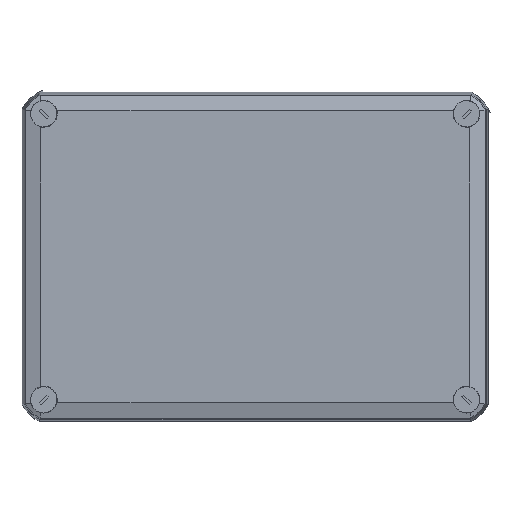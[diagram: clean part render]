
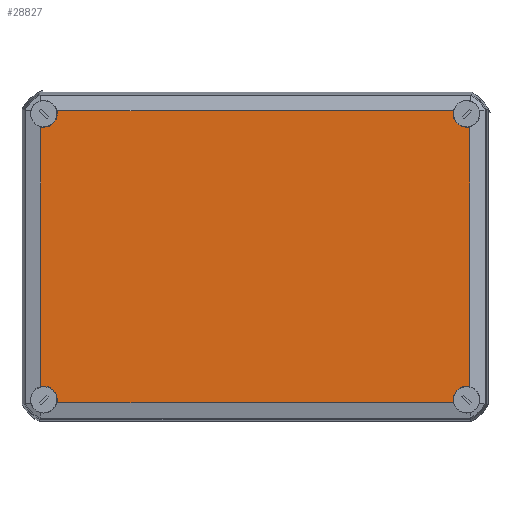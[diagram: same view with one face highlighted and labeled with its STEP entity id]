
A CAD part, top view. The second image highlights one B-rep face of the part: STEP entity #28827.
In plain terms, the highlighted face is planar.
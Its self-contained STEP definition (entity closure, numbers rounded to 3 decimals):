
#67 = DIRECTION ( 'NONE',  ( 0., 0., -1. ) ) ;
#183 = EDGE_CURVE ( 'NONE', #17494, #22474, #12818, .T. ) ;
#329 = CIRCLE ( 'NONE', #6260, 8.21 ) ;
#509 = DIRECTION ( 'NONE',  ( 0., 0., -1. ) ) ;
#755 = CARTESIAN_POINT ( 'NONE',  ( -129.18, 31.41, -87.38 ) ) ;
#910 = AXIS2_PLACEMENT_3D ( 'NONE', #9720, #30801, #5535 ) ;
#933 = ORIENTED_EDGE ( 'NONE', *, *, #1778, .F. ) ;
#955 = DIRECTION ( 'NONE',  ( 0., 1., 0. ) ) ;
#1046 = EDGE_CURVE ( 'NONE', #33794, #15000, #12914, .T. ) ;
#1437 = ORIENTED_EDGE ( 'NONE', *, *, #30935, .F. ) ;
#1607 = VERTEX_POINT ( 'NONE', #29762 ) ;
#1778 = EDGE_CURVE ( 'NONE', #16702, #2182, #13149, .T. ) ;
#2011 = ORIENTED_EDGE ( 'NONE', *, *, #24271, .F. ) ;
#2124 = CIRCLE ( 'NONE', #910, 8.21 ) ;
#2135 = CARTESIAN_POINT ( 'NONE',  ( 129.18, 31.41, -87.38 ) ) ;
#2182 = VERTEX_POINT ( 'NONE', #10476 ) ;
#2857 = DIRECTION ( 'NONE',  ( 0., 1., 0. ) ) ;
#4102 = CARTESIAN_POINT ( 'NONE',  ( -131.387, 31.41, -89.217 ) ) ;
#4204 = DIRECTION ( 'NONE',  ( 0., 0., -1. ) ) ;
#5108 = CARTESIAN_POINT ( 'NONE',  ( 129.18, 31.41, 87.38 ) ) ;
#5255 = DIRECTION ( 'NONE',  ( 0., -1., 0. ) ) ;
#5338 = ORIENTED_EDGE ( 'NONE', *, *, #28093, .T. ) ;
#5535 = DIRECTION ( 'NONE',  ( 0., 0., 1. ) ) ;
#5820 = EDGE_CURVE ( 'NONE', #1607, #36473, #34138, .T. ) ;
#5865 = VERTEX_POINT ( 'NONE', #14586 ) ;
#5873 = VECTOR ( 'NONE', #27860, 1000. ) ;
#6260 = AXIS2_PLACEMENT_3D ( 'NONE', #755, #955, #34566 ) ;
#6957 = DIRECTION ( 'NONE',  ( 0., -1., 0. ) ) ;
#7270 = ORIENTED_EDGE ( 'NONE', *, *, #5820, .T. ) ;
#7464 = ORIENTED_EDGE ( 'NONE', *, *, #17630, .F. ) ;
#7964 = EDGE_LOOP ( 'NONE', ( #28886, #18629, #1437, #24326, #7270, #17030, #933, #2011, #7464, #10794, #5338, #8202 ) ) ;
#8124 = EDGE_CURVE ( 'NONE', #36473, #2182, #13731, .T. ) ;
#8202 = ORIENTED_EDGE ( 'NONE', *, *, #28178, .T. ) ;
#8605 = CARTESIAN_POINT ( 'NONE',  ( -131.017, 31.41, 0. ) ) ;
#9720 = CARTESIAN_POINT ( 'NONE',  ( 129.18, 31.41, -87.38 ) ) ;
#9819 = DIRECTION ( 'NONE',  ( 0., 0., 1. ) ) ;
#9896 = VERTEX_POINT ( 'NONE', #24554 ) ;
#10177 = DIRECTION ( 'NONE',  ( 0., 1., 0. ) ) ;
#10271 = DIRECTION ( 'NONE',  ( 0., 0., 1. ) ) ;
#10325 = CARTESIAN_POINT ( 'NONE',  ( 121.179, 31.41, 89.217 ) ) ;
#10476 = CARTESIAN_POINT ( 'NONE',  ( -121.179, 31.41, 89.217 ) ) ;
#10684 = CIRCLE ( 'NONE', #22432, 8.21 ) ;
#10700 = PLANE ( 'NONE',  #28490 ) ;
#10794 = ORIENTED_EDGE ( 'NONE', *, *, #1046, .F. ) ;
#10815 = CARTESIAN_POINT ( 'NONE',  ( 129.18, 31.41, 79.17 ) ) ;
#12464 = EDGE_CURVE ( 'NONE', #26403, #1607, #33883, .T. ) ;
#12818 = LINE ( 'NONE', #4102, #16731 ) ;
#12914 = LINE ( 'NONE', #18613, #21468 ) ;
#13149 = LINE ( 'NONE', #15911, #5873 ) ;
#13731 = CIRCLE ( 'NONE', #14316, 8.21 ) ;
#13805 = AXIS2_PLACEMENT_3D ( 'NONE', #35455, #10177, #9819 ) ;
#14316 = AXIS2_PLACEMENT_3D ( 'NONE', #35409, #5255, #4204 ) ;
#14586 = CARTESIAN_POINT ( 'NONE',  ( 129.18, 31.41, -79.17 ) ) ;
#14752 = AXIS2_PLACEMENT_3D ( 'NONE', #29101, #20088, #509 ) ;
#15000 = VERTEX_POINT ( 'NONE', #24761 ) ;
#15573 = CIRCLE ( 'NONE', #13805, 8.21 ) ;
#15911 = CARTESIAN_POINT ( 'NONE',  ( -131.387, 31.41, 89.217 ) ) ;
#16702 = VERTEX_POINT ( 'NONE', #10325 ) ;
#16731 = VECTOR ( 'NONE', #34749, 1000. ) ;
#16732 = CARTESIAN_POINT ( 'NONE',  ( 131.017, 31.41, -79.379 ) ) ;
#17030 = ORIENTED_EDGE ( 'NONE', *, *, #8124, .T. ) ;
#17494 = VERTEX_POINT ( 'NONE', #24810 ) ;
#17630 = EDGE_CURVE ( 'NONE', #15000, #35410, #10684, .T. ) ;
#18031 = AXIS2_PLACEMENT_3D ( 'NONE', #2135, #6957, #10271 ) ;
#18613 = CARTESIAN_POINT ( 'NONE',  ( 131.017, 31.41, 0. ) ) ;
#18629 = ORIENTED_EDGE ( 'NONE', *, *, #28456, .F. ) ;
#19180 = DIRECTION ( 'NONE',  ( 0., -1., 0. ) ) ;
#19857 = DIRECTION ( 'NONE',  ( 0., 0., 1. ) ) ;
#20088 = DIRECTION ( 'NONE',  ( 0., 1., 0. ) ) ;
#20095 = CARTESIAN_POINT ( 'NONE',  ( -129.18, 31.41, 79.17 ) ) ;
#20628 = DIRECTION ( 'NONE',  ( 0., 0., 1. ) ) ;
#20643 = DIRECTION ( 'NONE',  ( 0., -1., 0. ) ) ;
#21468 = VECTOR ( 'NONE', #20628, 1000. ) ;
#22432 = AXIS2_PLACEMENT_3D ( 'NONE', #5108, #2857, #67 ) ;
#22474 = VERTEX_POINT ( 'NONE', #26846 ) ;
#24165 = CARTESIAN_POINT ( 'NONE',  ( -120.804, 31.41, -79.004 ) ) ;
#24271 = EDGE_CURVE ( 'NONE', #35410, #16702, #27696, .T. ) ;
#24326 = ORIENTED_EDGE ( 'NONE', *, *, #12464, .T. ) ;
#24554 = CARTESIAN_POINT ( 'NONE',  ( -129.18, 31.41, -79.17 ) ) ;
#24761 = CARTESIAN_POINT ( 'NONE',  ( 131.017, 31.41, 79.379 ) ) ;
#24810 = CARTESIAN_POINT ( 'NONE',  ( 121.179, 31.41, -89.217 ) ) ;
#26403 = VERTEX_POINT ( 'NONE', #29196 ) ;
#26846 = CARTESIAN_POINT ( 'NONE',  ( -121.179, 31.41, -89.217 ) ) ;
#27696 = CIRCLE ( 'NONE', #14752, 8.21 ) ;
#27860 = DIRECTION ( 'NONE',  ( -1., 0., 0. ) ) ;
#28093 = EDGE_CURVE ( 'NONE', #33794, #5865, #2124, .T. ) ;
#28178 = EDGE_CURVE ( 'NONE', #5865, #17494, #35725, .T. ) ;
#28391 = DIRECTION ( 'NONE',  ( 0., 0., -1. ) ) ;
#28456 = EDGE_CURVE ( 'NONE', #9896, #22474, #329, .T. ) ;
#28490 = AXIS2_PLACEMENT_3D ( 'NONE', #24165, #19180, #33208 ) ;
#28827 = ADVANCED_FACE ( 'NONE', ( #32485 ), #10700, .F. ) ;
#28886 = ORIENTED_EDGE ( 'NONE', *, *, #183, .T. ) ;
#29101 = CARTESIAN_POINT ( 'NONE',  ( 129.18, 31.41, 87.38 ) ) ;
#29196 = CARTESIAN_POINT ( 'NONE',  ( -131.017, 31.41, -79.379 ) ) ;
#29762 = CARTESIAN_POINT ( 'NONE',  ( -131.017, 31.41, 79.379 ) ) ;
#30801 = DIRECTION ( 'NONE',  ( 0., -1., 0. ) ) ;
#30935 = EDGE_CURVE ( 'NONE', #26403, #9896, #15573, .T. ) ;
#32485 = FACE_OUTER_BOUND ( 'NONE', #7964, .T. ) ;
#32964 = AXIS2_PLACEMENT_3D ( 'NONE', #34683, #20643, #28391 ) ;
#33208 = DIRECTION ( 'NONE',  ( 0., 0., -1. ) ) ;
#33794 = VERTEX_POINT ( 'NONE', #16732 ) ;
#33851 = VECTOR ( 'NONE', #19857, 1000. ) ;
#33883 = LINE ( 'NONE', #8605, #33851 ) ;
#34138 = CIRCLE ( 'NONE', #32964, 8.21 ) ;
#34566 = DIRECTION ( 'NONE',  ( 0., 0., 1. ) ) ;
#34683 = CARTESIAN_POINT ( 'NONE',  ( -129.18, 31.41, 87.38 ) ) ;
#34749 = DIRECTION ( 'NONE',  ( -1., 0., 0. ) ) ;
#35409 = CARTESIAN_POINT ( 'NONE',  ( -129.18, 31.41, 87.38 ) ) ;
#35410 = VERTEX_POINT ( 'NONE', #10815 ) ;
#35455 = CARTESIAN_POINT ( 'NONE',  ( -129.18, 31.41, -87.38 ) ) ;
#35725 = CIRCLE ( 'NONE', #18031, 8.21 ) ;
#36473 = VERTEX_POINT ( 'NONE', #20095 ) ;
